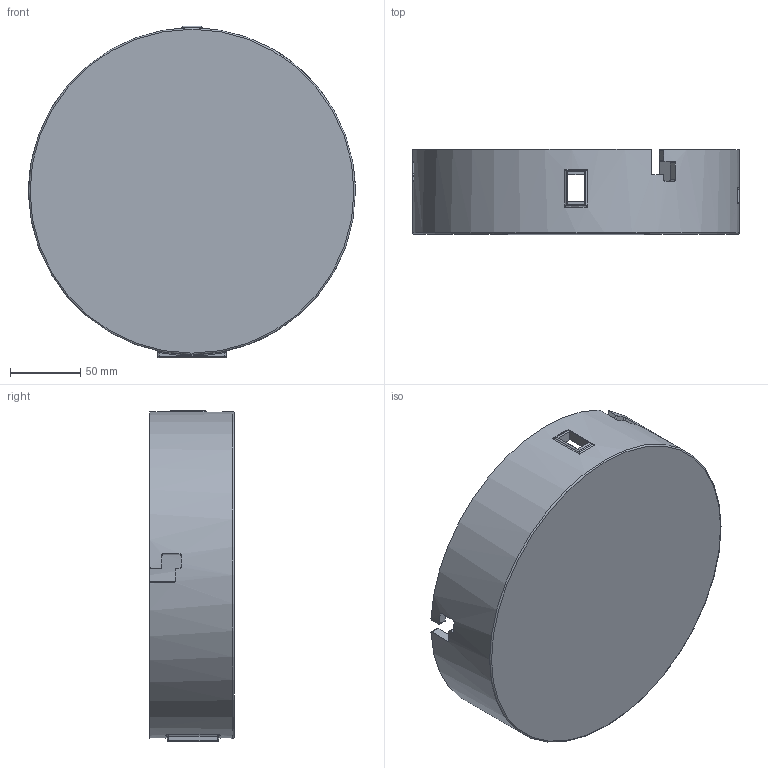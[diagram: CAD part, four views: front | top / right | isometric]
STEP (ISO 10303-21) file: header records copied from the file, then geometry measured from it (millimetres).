
FILE_DESCRIPTION(/* description */ (''),/* implementation_level */ '2;1');
FILE_NAME(/* name */ '7. Caixa II.stp',/* time_stamp */ '2025-04-26T14:36:18-03:00',/* author */ ('erikg'),/* organization */ (''),/* preprocessor_version */ 'ST-DEVELOPER v20',/* originating_system */ 'Autodesk Inventor 2025',/* authorisation */ '');
FILE_SCHEMA (('AUTOMOTIVE_DESIGN { 1 0 10303 214 3 1 1 }'));
Length unit declared in the file: millimetre
Products named in the file (1): Caixa
Bounding box: 232 x 60 x 235.4 mm (x, y, z)
Volume: 628355.9 mm3; surface area: 163367 mm2
Topology: 1 solids, 1 shells, 141 faces, 345 edges, 224 vertices
Faces by surface type: plane 65, cylinder 61, bspline 6, torus 5, sphere 4
Full cylindrical faces by diameter (mm): 2.8 x6, 3 x3, 3.4 x2, 7 x6, 220 x1, 232 x1
Entity records: 4852 total; most frequent: CARTESIAN_POINT 1531, ORIENTED_EDGE 690, DIRECTION 640, EDGE_CURVE 345, AXIS2_PLACEMENT_3D 239, VERTEX_POINT 224, EDGE_LOOP 169, LINE 162
